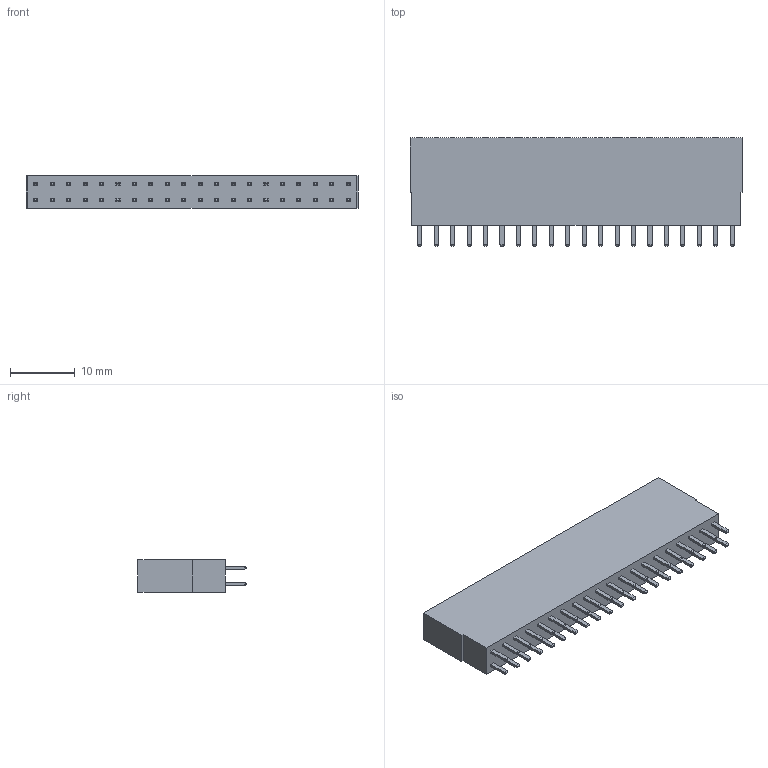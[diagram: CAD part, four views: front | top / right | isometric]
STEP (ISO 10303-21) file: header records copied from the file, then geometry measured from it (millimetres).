
FILE_DESCRIPTION (( 'STEP AP214' ), '1' );
FILE_NAME ('pin header.STEP', '2020-01-22T08:13:54', ( '' ), ( '' ), 'SwSTEP 2.0', 'SolidWorks 2018', '' );
FILE_SCHEMA (( 'AUTOMOTIVE_DESIGN' ));
Length unit declared in the file: millimetre
Products named in the file (1): pin header
Bounding box: 51.3 x 16.7 x 5 mm (x, y, z)
Volume: 3449.4 mm3; surface area: 2552.4 mm2
Topology: 1 solids, 1 shells, 530 faces, 1184 edges, 736 vertices
Faces by surface type: plane 370, cylinder 160
Entity records: 14268 total; most frequent: CARTESIAN_POINT 2931, ORIENTED_EDGE 2368, DIRECTION 2086, EDGE_CURVE 1184, LINE 1024, VECTOR 1024, VERTEX_POINT 736, EDGE_LOOP 610
